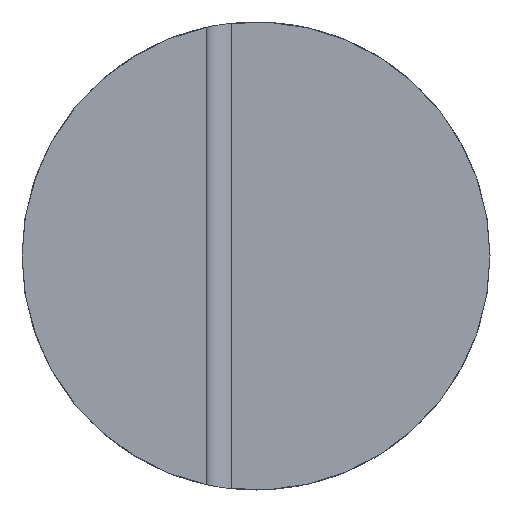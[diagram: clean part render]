
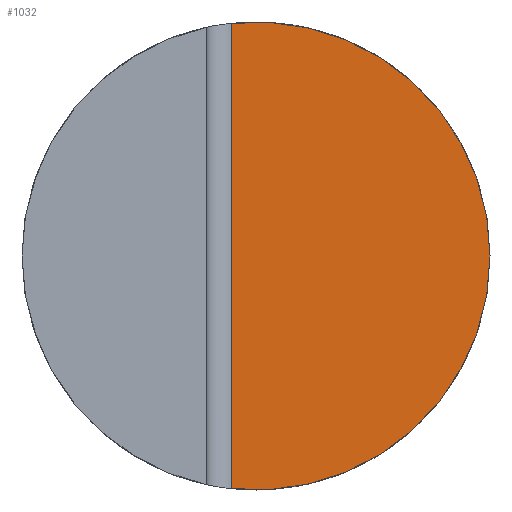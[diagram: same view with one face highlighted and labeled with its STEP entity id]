
A CAD part, front view. The second image highlights one B-rep face of the part: STEP entity #1032.
In plain terms, the highlighted planar face has unit normal (0, -1, 0).
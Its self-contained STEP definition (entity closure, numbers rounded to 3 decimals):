
#21 = CARTESIAN_POINT ( 'NONE',  ( 0., -9.4, 0. ) ) ;
#62 = CIRCLE ( 'NONE', #1199, 4.75 ) ;
#114 = DIRECTION ( 'NONE',  ( 0., 0., 1. ) ) ;
#146 = AXIS2_PLACEMENT_3D ( 'NONE', #21, #726, #114 ) ;
#309 = DIRECTION ( 'NONE',  ( 0., 0., 1. ) ) ;
#329 = EDGE_CURVE ( 'NONE', #855, #1001, #755, .T. ) ;
#399 = ORIENTED_EDGE ( 'NONE', *, *, #792, .F. ) ;
#416 = CARTESIAN_POINT ( 'NONE',  ( -0.5, -9.4, -4.75 ) ) ;
#525 = CARTESIAN_POINT ( 'NONE',  ( -0.5, -9.4, 4.724 ) ) ;
#572 = DIRECTION ( 'NONE',  ( 0., 1., 0. ) ) ;
#600 = DIRECTION ( 'NONE',  ( 0., 0., 1. ) ) ;
#668 = CARTESIAN_POINT ( 'NONE',  ( 0., -9.4, 0. ) ) ;
#726 = DIRECTION ( 'NONE',  ( 0., -1., 0. ) ) ;
#755 = CIRCLE ( 'NONE', #146, 4.75 ) ;
#762 = DIRECTION ( 'NONE',  ( 0., 0., 1. ) ) ;
#764 = FACE_OUTER_BOUND ( 'NONE', #1170, .T. ) ;
#792 = EDGE_CURVE ( 'NONE', #1162, #1001, #849, .T. ) ;
#821 = ORIENTED_EDGE ( 'NONE', *, *, #329, .T. ) ;
#849 = LINE ( 'NONE', #416, #1263 ) ;
#855 = VERTEX_POINT ( 'NONE', #1303 ) ;
#887 = EDGE_CURVE ( 'NONE', #1162, #855, #62, .T. ) ;
#906 = AXIS2_PLACEMENT_3D ( 'NONE', #1077, #572, #600 ) ;
#1001 = VERTEX_POINT ( 'NONE', #525 ) ;
#1032 = ADVANCED_FACE ( 'NONE', ( #764 ), #1064, .F. ) ;
#1064 = PLANE ( 'NONE',  #906 ) ;
#1075 = ORIENTED_EDGE ( 'NONE', *, *, #887, .T. ) ;
#1077 = CARTESIAN_POINT ( 'NONE',  ( -0.5, -9.4, -4.75 ) ) ;
#1152 = CARTESIAN_POINT ( 'NONE',  ( -0.5, -9.4, -4.724 ) ) ;
#1162 = VERTEX_POINT ( 'NONE', #1152 ) ;
#1170 = EDGE_LOOP ( 'NONE', ( #1075, #821, #399 ) ) ;
#1190 = DIRECTION ( 'NONE',  ( 0., -1., 0. ) ) ;
#1199 = AXIS2_PLACEMENT_3D ( 'NONE', #668, #1190, #762 ) ;
#1263 = VECTOR ( 'NONE', #309, 1000. ) ;
#1303 = CARTESIAN_POINT ( 'NONE',  ( 4.75, -9.4, 0. ) ) ;
